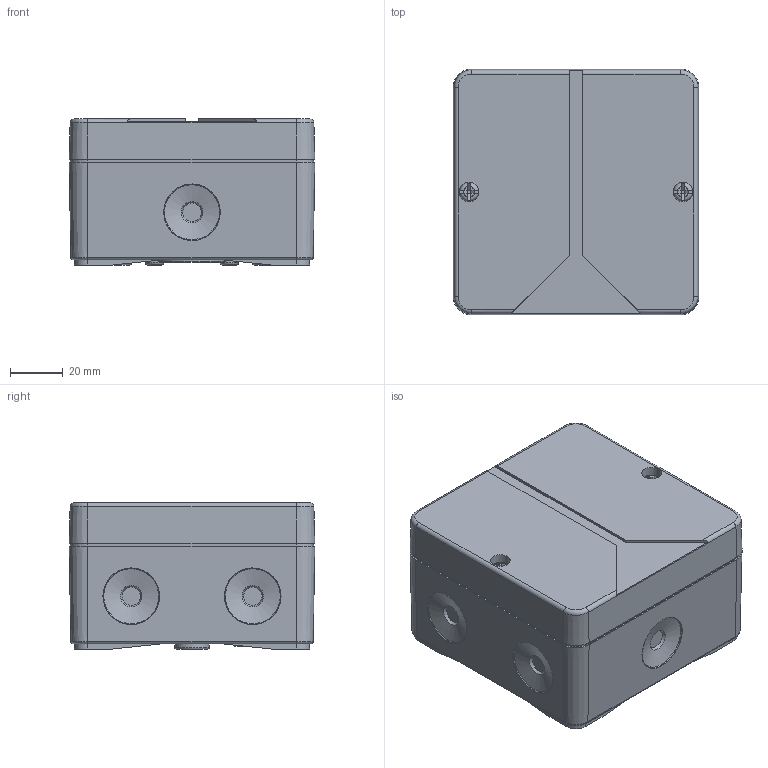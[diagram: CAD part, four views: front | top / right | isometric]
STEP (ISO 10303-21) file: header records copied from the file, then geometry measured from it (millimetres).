
FILE_DESCRIPTION( ( 'STEP AP214' ), ' ' );
FILE_NAME( '80410701.stp', '2016-04-11T14:56:41', ( '' ), ( '' ), ' ', 'PARTsolutions', ' ' );
FILE_SCHEMA( ( 'AUTOMOTIVE_DESIGN { 1 0 10303 214 1 1 1 1 }' ) );
Length unit declared in the file: millimetre
Products named in the file (4): 80410701; _Kasten-abox-040; _Deckel-abox-040; _Schraube_TK55-20mm
Assembly tree (4 placements, depth 2):
  80410701
    _Kasten-abox-040
    _Deckel-abox-040
    _Schraube_TK55-20mm  x2
Bounding box: 93 x 93 x 55.3 mm (x, y, z)
Volume: 109995.3 mm3; surface area: 76864 mm2
Topology: 4 solids, 4 shells, 537 faces, 1361 edges, 884 vertices
Faces by surface type: plane 310, cylinder 109, cone 90, torus 26, bspline 2
Full cylindrical faces by diameter (mm): 2.5 x2, 3.1 x4, 3.4 x2, 3.9 x2, 4 x4, 5 x3, 7 x2, 7.2 x2, 7.5 x6, 8.8 x2, 10 x4, 11 x2, 13 x2, 19.2 x1, 21.4 x7, 25.2 x1
Entity records: 19000 total; most frequent: CARTESIAN_POINT 2914, DIRECTION 2534, ORIENTED_EDGE 2352, EDGE_CURVE 1176, AXIS2_PLACEMENT_3D 900, VERTEX_POINT 816, LINE 734, VECTOR 734
